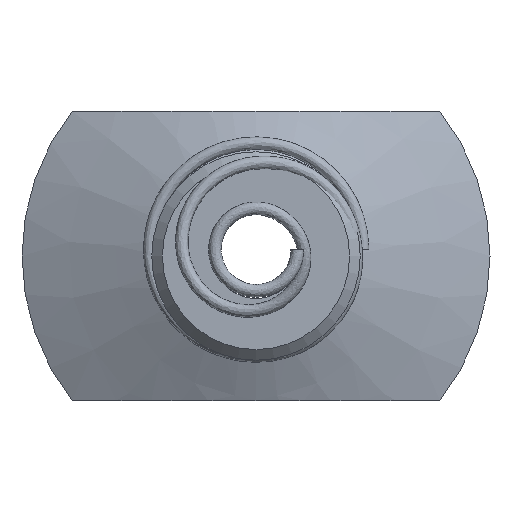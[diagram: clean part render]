
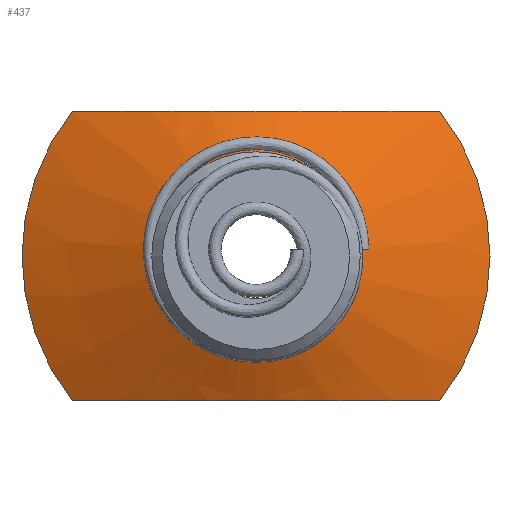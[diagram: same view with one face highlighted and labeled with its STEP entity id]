
A CAD part, front view. The second image highlights one B-rep face of the part: STEP entity #437.
In plain terms, the highlighted conical face has half-angle 65.556 degrees and reference radius 4.459 mm.
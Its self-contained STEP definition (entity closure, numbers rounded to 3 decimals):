
#25=(
BOUNDED_CURVE()
B_SPLINE_CURVE(2,(#680,#681,#682),.UNSPECIFIED.,.F.,.F.)
B_SPLINE_CURVE_WITH_KNOTS((3,3),(0.65,2.052),
 .UNSPECIFIED.)
CURVE()
GEOMETRIC_REPRESENTATION_ITEM()
RATIONAL_B_SPLINE_CURVE((1.544,2.021,2.021))
REPRESENTATION_ITEM('')
);
#26=(
BOUNDED_CURVE()
B_SPLINE_CURVE(2,(#686,#687,#688),.UNSPECIFIED.,.F.,.F.)
B_SPLINE_CURVE_WITH_KNOTS((3,3),(2.052,3.455),
 .UNSPECIFIED.)
CURVE()
GEOMETRIC_REPRESENTATION_ITEM()
RATIONAL_B_SPLINE_CURVE((2.021,2.021,1.544))
REPRESENTATION_ITEM('')
);
#27=(
BOUNDED_CURVE()
B_SPLINE_CURVE(2,(#690,#691,#692),.UNSPECIFIED.,.F.,.F.)
B_SPLINE_CURVE_WITH_KNOTS((3,3),(0.65,2.052),
 .UNSPECIFIED.)
CURVE()
GEOMETRIC_REPRESENTATION_ITEM()
RATIONAL_B_SPLINE_CURVE((1.544,2.021,2.021))
REPRESENTATION_ITEM('')
);
#28=(
BOUNDED_CURVE()
B_SPLINE_CURVE(2,(#695,#696,#697),.UNSPECIFIED.,.F.,.F.)
B_SPLINE_CURVE_WITH_KNOTS((3,3),(2.052,3.455),
 .UNSPECIFIED.)
CURVE()
GEOMETRIC_REPRESENTATION_ITEM()
RATIONAL_B_SPLINE_CURVE((2.021,2.021,1.544))
REPRESENTATION_ITEM('')
);
#144=FACE_BOUND('',#192,.T.);
#157=FACE_OUTER_BOUND('',#191,.T.);
#191=EDGE_LOOP('',(#343));
#192=EDGE_LOOP('',(#344,#345,#346,#347,#348,#349));
#224=CIRCLE('',#479,4.459);
#225=CIRCLE('',#481,11.);
#226=CIRCLE('',#482,11.);
#247=VERTEX_POINT('',#675);
#248=VERTEX_POINT('',#678);
#249=VERTEX_POINT('',#679);
#250=VERTEX_POINT('',#683);
#251=VERTEX_POINT('',#685);
#252=VERTEX_POINT('',#689);
#253=VERTEX_POINT('',#693);
#286=EDGE_CURVE('',#247,#247,#224,.T.);
#287=EDGE_CURVE('',#248,#249,#25,.T.);
#288=EDGE_CURVE('',#248,#250,#225,.T.);
#289=EDGE_CURVE('',#251,#250,#26,.T.);
#290=EDGE_CURVE('',#252,#251,#27,.T.);
#291=EDGE_CURVE('',#253,#252,#226,.T.);
#292=EDGE_CURVE('',#249,#253,#28,.T.);
#343=ORIENTED_EDGE('',*,*,#286,.T.);
#344=ORIENTED_EDGE('',*,*,#287,.F.);
#345=ORIENTED_EDGE('',*,*,#288,.T.);
#346=ORIENTED_EDGE('',*,*,#289,.F.);
#347=ORIENTED_EDGE('',*,*,#290,.F.);
#348=ORIENTED_EDGE('',*,*,#291,.F.);
#349=ORIENTED_EDGE('',*,*,#292,.F.);
#428=CONICAL_SURFACE('',#480,4.459,65.556);
#437=ADVANCED_FACE('',(#157,#144),#428,.T.);
#479=AXIS2_PLACEMENT_3D('',#676,#552,#553);
#480=AXIS2_PLACEMENT_3D('',#677,#554,#555);
#481=AXIS2_PLACEMENT_3D('',#684,#556,#557);
#482=AXIS2_PLACEMENT_3D('',#694,#558,#559);
#552=DIRECTION('center_axis',(0.,1.,0.));
#553=DIRECTION('ref_axis',(0.,0.,1.));
#554=DIRECTION('center_axis',(0.,1.,0.));
#555=DIRECTION('ref_axis',(0.,0.,1.));
#556=DIRECTION('center_axis',(0.,-1.,0.));
#557=DIRECTION('ref_axis',(0.,0.,1.));
#558=DIRECTION('center_axis',(0.,1.,0.));
#559=DIRECTION('ref_axis',(0.,0.,1.));
#675=CARTESIAN_POINT('',(0.,2.027,4.459));
#676=CARTESIAN_POINT('Origin',(0.,2.027,0.));
#677=CARTESIAN_POINT('Origin',(0.,2.027,0.));
#678=CARTESIAN_POINT('',(-8.646,5.,6.8));
#679=CARTESIAN_POINT('',(0.,3.091,6.8));
#680=CARTESIAN_POINT('Ctrl Pts',(-8.646,5.,6.8));
#681=CARTESIAN_POINT('Ctrl Pts',(-3.303,3.091,6.8));
#682=CARTESIAN_POINT('Ctrl Pts',(0.,3.091,6.8));
#683=CARTESIAN_POINT('',(-8.646,5.,-6.8));
#684=CARTESIAN_POINT('Origin',(0.,5.,0.));
#685=CARTESIAN_POINT('',(0.,3.091,-6.8));
#686=CARTESIAN_POINT('Ctrl Pts',(0.,3.091,-6.8));
#687=CARTESIAN_POINT('Ctrl Pts',(-3.303,3.091,-6.8));
#688=CARTESIAN_POINT('Ctrl Pts',(-8.646,5.,-6.8));
#689=CARTESIAN_POINT('',(8.646,5.,-6.8));
#690=CARTESIAN_POINT('Ctrl Pts',(8.646,5.,-6.8));
#691=CARTESIAN_POINT('Ctrl Pts',(3.303,3.091,-6.8));
#692=CARTESIAN_POINT('Ctrl Pts',(0.,3.091,-6.8));
#693=CARTESIAN_POINT('',(8.646,5.,6.8));
#694=CARTESIAN_POINT('Origin',(0.,5.,0.));
#695=CARTESIAN_POINT('Ctrl Pts',(0.,3.091,6.8));
#696=CARTESIAN_POINT('Ctrl Pts',(3.303,3.091,6.8));
#697=CARTESIAN_POINT('Ctrl Pts',(8.646,5.,6.8));
